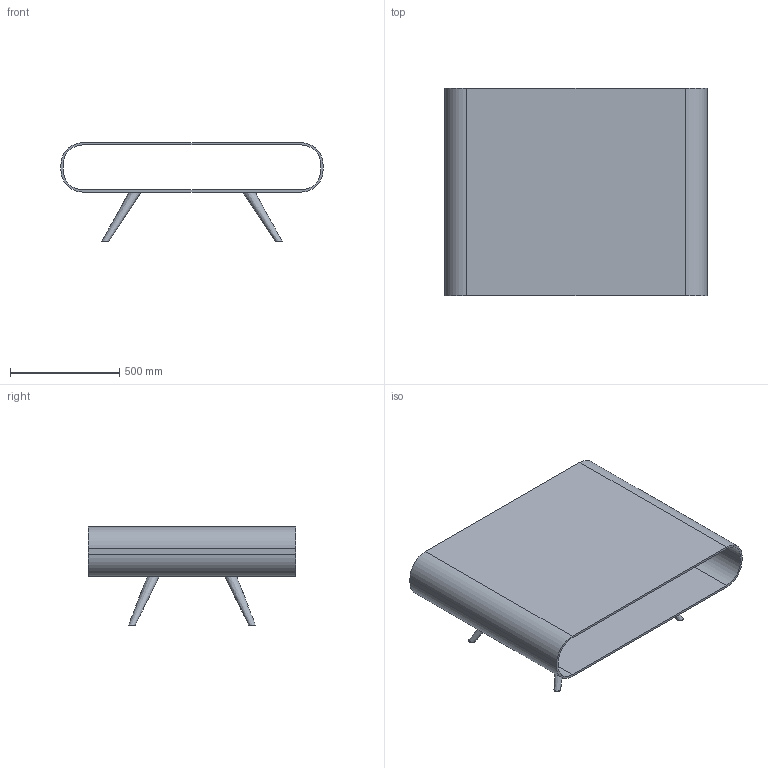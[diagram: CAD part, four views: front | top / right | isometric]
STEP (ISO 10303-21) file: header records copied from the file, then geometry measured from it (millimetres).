
FILE_DESCRIPTION(('FreeCAD Model'),'2;1');
FILE_NAME('Coffee Table.step','2017-03-27T04:15:37',( 'Author'),(''),'Open CASCADE STEP processor 7.1','FreeCAD','Unknown' );
FILE_SCHEMA(('AUTOMOTIVE_DESIGN_CC2 { 1 2 10303 214 -1 1 5 4 }'));
Length unit declared in the file: millimetre
Products named in the file (6): ASSEMBLY; Solid043; Solid040; Solid042; Solid041; Thickness003
Assembly tree (5 placements, depth 2):
  ASSEMBLY
    Solid043
    Solid040
    Solid042
    Solid041
    Thickness003
Bounding box: 1199.8 x 950 x 451.18 mm (x, y, z)
Volume: 25548190.9 mm3; surface area: 5350398.3 mm2
Topology: 5 solids, 5 shells, 34 faces, 72 edges, 48 vertices
Faces by surface type: plane 18, cylinder 8, bspline 4, offset 4
Entity records: 6524 total; most frequent: CARTESIAN_POINT 4936, DIRECTION 252, ORIENTED_EDGE 144, PCURVE 144, DEFINITIONAL_REPRESENTATION 144, LINE 120, VECTOR 120, EDGE_CURVE 72
